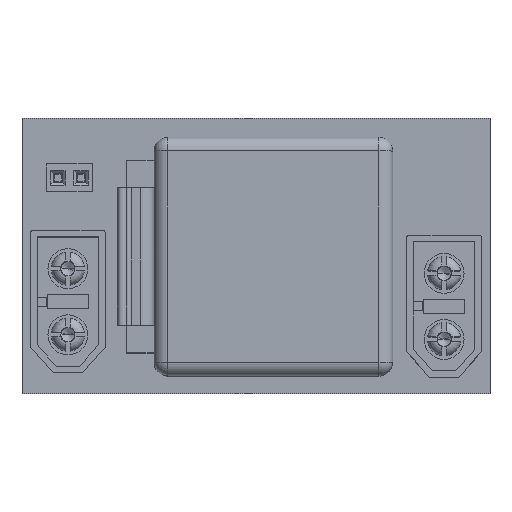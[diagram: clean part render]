
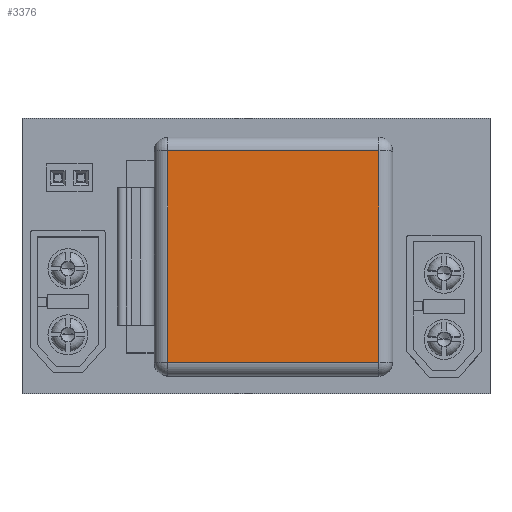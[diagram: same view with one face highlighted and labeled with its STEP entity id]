
A CAD part, top view. The second image highlights one B-rep face of the part: STEP entity #3376.
In plain terms, the highlighted face is planar.
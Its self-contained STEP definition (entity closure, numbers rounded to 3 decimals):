
#3376 = ADVANCED_FACE('',(#3377),#3411,.F.);
#3377 = FACE_BOUND('',#3378,.T.);
#3378 = EDGE_LOOP('',(#3379,#3389,#3397,#3405));
#3379 = ORIENTED_EDGE('',*,*,#3380,.T.);
#3380 = EDGE_CURVE('',#3381,#3383,#3385,.T.);
#3381 = VERTEX_POINT('',#3382);
#3382 = CARTESIAN_POINT('',(11.5,25.,-11.5));
#3383 = VERTEX_POINT('',#3384);
#3384 = CARTESIAN_POINT('',(-11.5,25.,-11.5));
#3385 = LINE('',#3386,#3387);
#3386 = CARTESIAN_POINT('',(-11.5,25.,-11.5));
#3387 = VECTOR('',#3388,1.);
#3388 = DIRECTION('',(-1.,0.,0.));
#3389 = ORIENTED_EDGE('',*,*,#3390,.T.);
#3390 = EDGE_CURVE('',#3383,#3391,#3393,.T.);
#3391 = VERTEX_POINT('',#3392);
#3392 = CARTESIAN_POINT('',(-11.5,25.,11.5));
#3393 = LINE('',#3394,#3395);
#3394 = CARTESIAN_POINT('',(-11.5,25.,-11.5));
#3395 = VECTOR('',#3396,1.);
#3396 = DIRECTION('',(0.,0.,1.));
#3397 = ORIENTED_EDGE('',*,*,#3398,.T.);
#3398 = EDGE_CURVE('',#3391,#3399,#3401,.T.);
#3399 = VERTEX_POINT('',#3400);
#3400 = CARTESIAN_POINT('',(11.5,25.,11.5));
#3401 = LINE('',#3402,#3403);
#3402 = CARTESIAN_POINT('',(-11.5,25.,11.5));
#3403 = VECTOR('',#3404,1.);
#3404 = DIRECTION('',(1.,0.,0.));
#3405 = ORIENTED_EDGE('',*,*,#3406,.T.);
#3406 = EDGE_CURVE('',#3399,#3381,#3407,.T.);
#3407 = LINE('',#3408,#3409);
#3408 = CARTESIAN_POINT('',(11.5,25.,-11.5));
#3409 = VECTOR('',#3410,1.);
#3410 = DIRECTION('',(0.,0.,-1.));
#3411 = PLANE('',#3412);
#3412 = AXIS2_PLACEMENT_3D('',#3413,#3414,#3415);
#3413 = CARTESIAN_POINT('',(-11.5,25.,-11.5));
#3414 = DIRECTION('',(0.,-1.,0.));
#3415 = DIRECTION('',(0.,0.,-1.));
